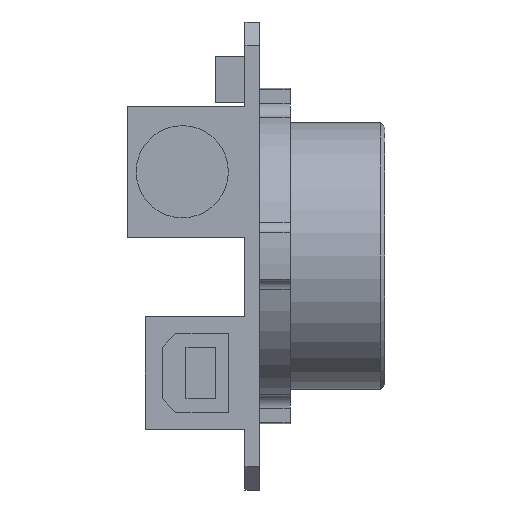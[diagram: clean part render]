
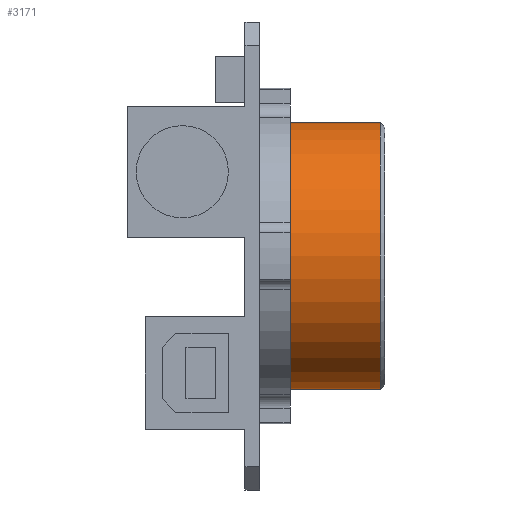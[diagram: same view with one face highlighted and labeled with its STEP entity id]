
A CAD part, front view. The second image highlights one B-rep face of the part: STEP entity #3171.
In plain terms, the highlighted cylindrical face has radius 14.5 mm (diameter 29 mm), a partial arc.
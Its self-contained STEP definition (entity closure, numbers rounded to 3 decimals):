
#623=CARTESIAN_POINT('',(3.3,0.,0.));
#624=DIRECTION('',(-1.,0.,0.));
#625=DIRECTION('',(0.,0.,-1.));
#626=AXIS2_PLACEMENT_3D('',#623,#624,#625);
#725=DIRECTION('',(-1.,0.,0.));
#726=VECTOR('',#725,9.8);
#727=CARTESIAN_POINT('',(13.1,0.,14.5));
#728=LINE('',#727,#726);
#737=CARTESIAN_POINT('',(13.1,0.,0.));
#738=DIRECTION('',(-1.,0.,0.));
#739=DIRECTION('',(0.,0.,-1.));
#740=AXIS2_PLACEMENT_3D('',#737,#738,#739);
#742=DIRECTION('',(-1.,0.,0.));
#743=VECTOR('',#742,9.8);
#744=CARTESIAN_POINT('',(13.1,0.,
-14.5));
#745=LINE('',#744,#743);
#1646=CARTESIAN_POINT('',(3.3,0.,14.5));
#1647=CARTESIAN_POINT('',(3.3,0.,-14.5));
#1648=VERTEX_POINT('',#1646);
#1649=VERTEX_POINT('',#1647);
#1782=CARTESIAN_POINT('',(13.1,0.,-14.5));
#1783=CARTESIAN_POINT('',(13.1,0.,14.5));
#1784=VERTEX_POINT('',#1782);
#1785=VERTEX_POINT('',#1783);
#3160=CARTESIAN_POINT('',(14.3,0.,0.));
#3161=DIRECTION('',(1.,0.,0.));
#3162=DIRECTION('',(0.,0.,1.));
#3163=AXIS2_PLACEMENT_3D('',#3160,#3161,#3162);
#3164=CYLINDRICAL_SURFACE('',#3163,14.5);
#3165=ORIENTED_EDGE('',*,*,#3151,.F.);
#3166=ORIENTED_EDGE('',*,*,#3126,.T.);
#3167=ORIENTED_EDGE('',*,*,#3089,.T.);
#3168=ORIENTED_EDGE('',*,*,#3123,.F.);
#3169=EDGE_LOOP('',(#3165,#3166,#3167,#3168));
#3170=FACE_OUTER_BOUND('',#3169,.F.);
#3171=ADVANCED_FACE('',(#3170),#3164,.T.);
#627=CIRCLE('',#626,14.5);
#741=CIRCLE('',#740,14.5);
#3089=EDGE_CURVE('',#1649,#1648,#627,.T.);
#3123=EDGE_CURVE('',#1785,#1648,#728,.T.);
#3126=EDGE_CURVE('',#1784,#1649,#745,.T.);
#3151=EDGE_CURVE('',#1784,#1785,#741,.T.);
